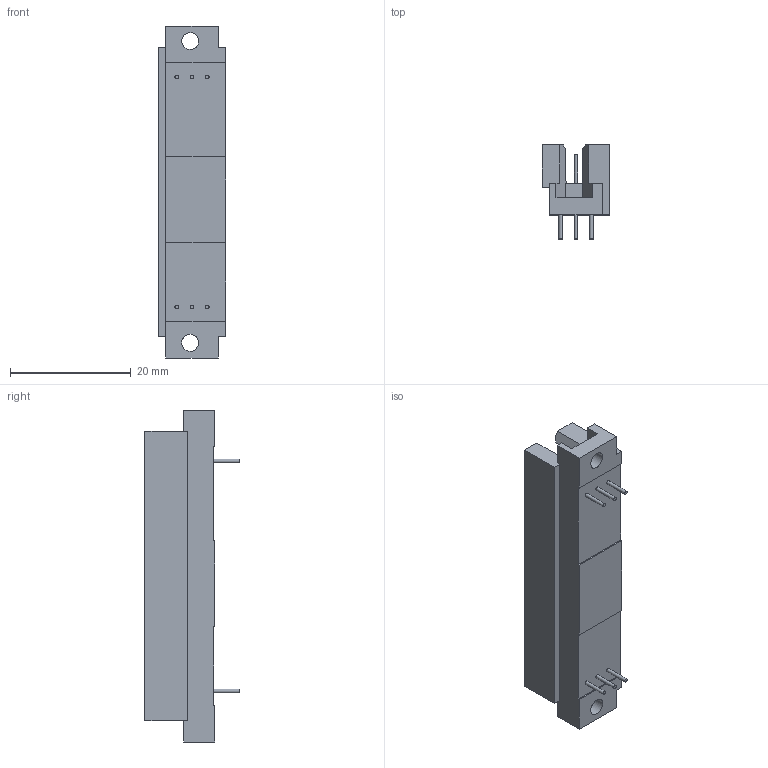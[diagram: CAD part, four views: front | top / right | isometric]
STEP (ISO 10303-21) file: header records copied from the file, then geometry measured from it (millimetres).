
FILE_DESCRIPTION((''),'2;1');
FILE_NAME( '0928_Type_2R_straight_male_48_pole_4.stp', '2005-11-14T13:50:45',('User'),('SDRC'),'I-DEAS Master Series 9','UNIX', 'Yes');
FILE_SCHEMA(('AUTOMOTIVE_DESIGN { 1 0 10303 214 1 1 1 1 }'));
Length unit declared in the file: millimetre
Products named in the file (1): 0928_Type_2R_straight_male_48_pole_4
Bounding box: 11.1 x 15.6 x 55 mm (x, y, z)
Volume: 3480.7 mm3; surface area: 3348.7 mm2
Topology: 1 solids, 1 shells, 96 faces, 230 edges, 148 vertices
Faces by surface type: bspline 96
Entity records: 2813 total; most frequent: CARTESIAN_POINT 1273, ORIENTED_EDGE 460, EDGE_CURVE 230, VERTEX_POINT 148, B_SPLINE_CURVE_WITH_KNOTS 126, EDGE_LOOP 112, FACE_OUTER_BOUND 96, ADVANCED_FACE 96
